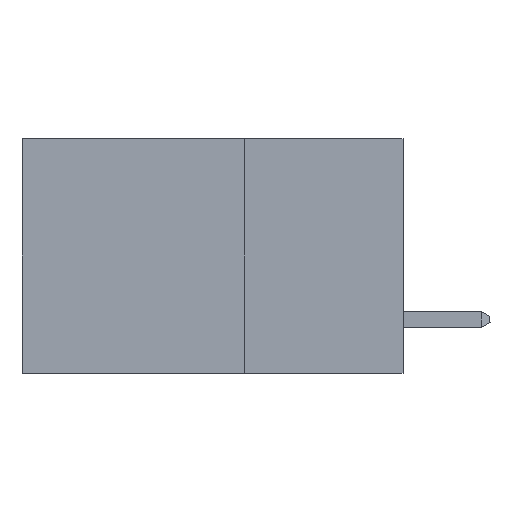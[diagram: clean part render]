
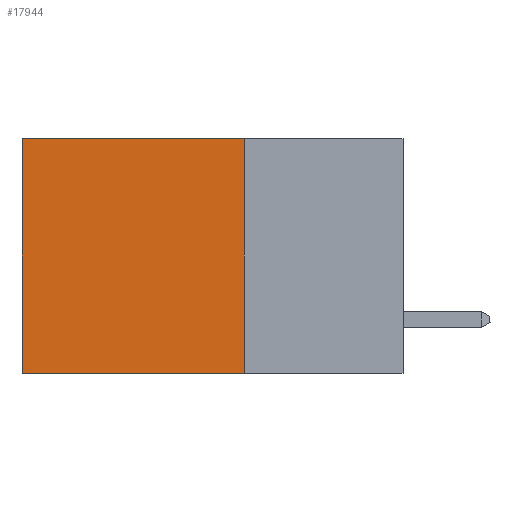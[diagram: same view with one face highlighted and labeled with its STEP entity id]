
A CAD part, left-side view. The second image highlights one B-rep face of the part: STEP entity #17944.
In plain terms, the highlighted planar face has unit normal (-1, 0, 0).
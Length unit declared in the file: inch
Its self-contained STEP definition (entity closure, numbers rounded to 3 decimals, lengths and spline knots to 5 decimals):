
#251 = CARTESIAN_POINT ( 'NONE',  ( 0.2875, 0.25, 0. ) ) ;
#563 = VERTEX_POINT ( 'NONE', #13633 ) ;
#2461 = LINE ( 'NONE', #9358, #16082 ) ;
#3107 = VERTEX_POINT ( 'NONE', #10045 ) ;
#3183 = DIRECTION ( 'NONE',  ( 0., 0., -1. ) ) ;
#3720 = VECTOR ( 'NONE', #23979, 39.37008 ) ;
#3728 = ORIENTED_EDGE ( 'NONE', *, *, #25999, .F. ) ;
#7306 = DIRECTION ( 'NONE',  ( 0., 0., -1. ) ) ;
#7450 = PLANE ( 'NONE',  #21882 ) ;
#7670 = EDGE_CURVE ( 'NONE', #3107, #7785, #2461, .T. ) ;
#7686 = CARTESIAN_POINT ( 'NONE',  ( 0.2875, 0.25, 0. ) ) ;
#7785 = VERTEX_POINT ( 'NONE', #14743 ) ;
#9358 = CARTESIAN_POINT ( 'NONE',  ( 0.2875, 0.6, 0. ) ) ;
#10045 = CARTESIAN_POINT ( 'NONE',  ( 0.2875, 0.6, 0. ) ) ;
#10372 = ORIENTED_EDGE ( 'NONE', *, *, #23785, .T. ) ;
#11456 = VECTOR ( 'NONE', #15895, 39.37008 ) ;
#13633 = CARTESIAN_POINT ( 'NONE',  ( 0.2875, 0.25, 0. ) ) ;
#14076 = CARTESIAN_POINT ( 'NONE',  ( 0.2875, 0.25, -0.37 ) ) ;
#14604 = ORIENTED_EDGE ( 'NONE', *, *, #16213, .F. ) ;
#14623 = EDGE_LOOP ( 'NONE', ( #20816, #3728, #14604, #10372 ) ) ;
#14743 = CARTESIAN_POINT ( 'NONE',  ( 0.2875, 0.6, -0.37 ) ) ;
#15325 = VERTEX_POINT ( 'NONE', #14076 ) ;
#15557 = DIRECTION ( 'NONE',  ( 1., 0., 0. ) ) ;
#15895 = DIRECTION ( 'NONE',  ( 0., 0., -1. ) ) ;
#16082 = VECTOR ( 'NONE', #7306, 39.37008 ) ;
#16213 = EDGE_CURVE ( 'NONE', #563, #15325, #19462, .T. ) ;
#17506 = CARTESIAN_POINT ( 'NONE',  ( 0.2875, 0.25, -0.37 ) ) ;
#17944 = ADVANCED_FACE ( 'NONE', ( #25209 ), #7450, .F. ) ;
#18232 = LINE ( 'NONE', #7686, #23728 ) ;
#19462 = LINE ( 'NONE', #251, #11456 ) ;
#20816 = ORIENTED_EDGE ( 'NONE', *, *, #7670, .T. ) ;
#21749 = LINE ( 'NONE', #17506, #3720 ) ;
#21882 = AXIS2_PLACEMENT_3D ( 'NONE', #25946, #15557, #3183 ) ;
#23728 = VECTOR ( 'NONE', #23958, 39.37008 ) ;
#23785 = EDGE_CURVE ( 'NONE', #563, #3107, #18232, .T. ) ;
#23958 = DIRECTION ( 'NONE',  ( 0., 1., 0. ) ) ;
#23979 = DIRECTION ( 'NONE',  ( 0., 1., 0. ) ) ;
#25209 = FACE_OUTER_BOUND ( 'NONE', #14623, .T. ) ;
#25946 = CARTESIAN_POINT ( 'NONE',  ( 0.2875, 0.25, 0. ) ) ;
#25999 = EDGE_CURVE ( 'NONE', #15325, #7785, #21749, .T. ) ;
